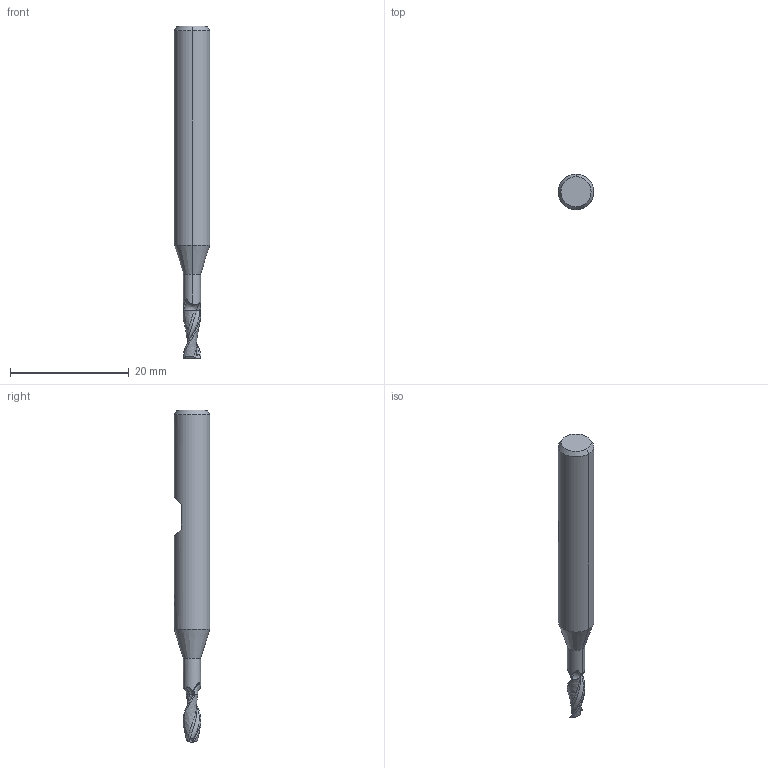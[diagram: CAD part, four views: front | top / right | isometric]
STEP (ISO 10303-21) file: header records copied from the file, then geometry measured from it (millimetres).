
FILE_DESCRIPTION(('no description'),'unknown implementation level');
FILE_NAME('solidoums6HXL2xjPDuPT6PzPgMd8kRQ_1.STP',' ',('CIM GmbH Aachen'),('CADClick - KiM GmbH - www.kimweb.de'),'unknown preprocess','ACIS','unknown authorization');
FILE_SCHEMA(('automotive_design'));
Length unit declared in the file: millimetre
Products named in the file (2): 1; 2
Bounding box: 6 x 6 x 56 mm (x, y, z)
Volume: 1164.3 mm3; surface area: 919.6 mm2
Topology: 2 solids, 2 shells, 61 faces, 168 edges, 111 vertices
Faces by surface type: plane 24, cylinder 11, revolution 10, cone 8, bspline 8
Entity records: 5922 total; most frequent: CARTESIAN_POINT 2547, STYLED_ITEM 342, PRESENTATION_STYLE_ASSIGNMENT 342, COLOUR_RGB 342, ORIENTED_EDGE 336, DIRECTION 247, EDGE_CURVE 168, CURVE_STYLE 168
